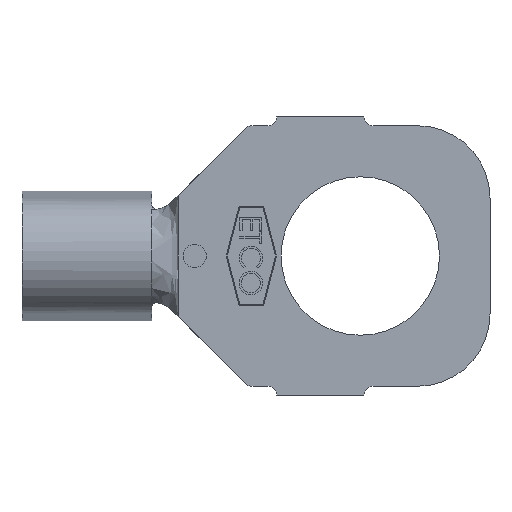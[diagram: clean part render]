
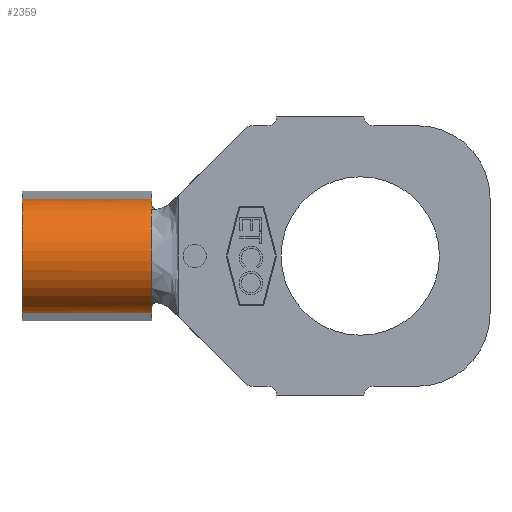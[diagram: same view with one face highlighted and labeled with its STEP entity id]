
A CAD part, front view. The second image highlights one B-rep face of the part: STEP entity #2359.
In plain terms, the highlighted cylindrical face has radius 1.575 mm (diameter 3.15 mm), a partial arc.
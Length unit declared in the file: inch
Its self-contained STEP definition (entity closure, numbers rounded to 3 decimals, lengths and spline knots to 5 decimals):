
#18 = CARTESIAN_POINT ( 'NONE',  ( -0.21928, 0.02509, -0.04982 ) ) ;
#30 = CARTESIAN_POINT ( 'NONE',  ( -0.22104, 0.02601, 0.05052 ) ) ;
#61 = CARTESIAN_POINT ( 'NONE',  ( -0.21645, 0.02476, -0.04957 ) ) ;
#62 = CIRCLE ( 'NONE', #4762, 0.062 ) ;
#77 = CARTESIAN_POINT ( 'NONE',  ( -0.225, 0.02534, 0.05 ) ) ;
#123 = CARTESIAN_POINT ( 'NONE',  ( -0.225, 0.0541, 0.06149 ) ) ;
#207 = DIRECTION ( 'NONE',  ( 1., 0., 0. ) ) ;
#287 = VERTEX_POINT ( 'NONE', #2390 ) ;
#507 = CARTESIAN_POINT ( 'NONE',  ( -0.225, 0.03106, 0.05379 ) ) ;
#520 = CARTESIAN_POINT ( 'NONE',  ( -0.225, 0.03106, -0.05379 ) ) ;
#537 = CARTESIAN_POINT ( 'NONE',  ( -0.21928, 0.02509, 0.04982 ) ) ;
#577 = VERTEX_POINT ( 'NONE', #2308 ) ;
#591 = EDGE_LOOP ( 'NONE', ( #3949, #1117, #4005, #5307, #2124, #5574, #4159, #975, #2270, #5587 ) ) ;
#608 = EDGE_CURVE ( 'NONE', #4929, #1093, #2318, .T. ) ;
#664 = CYLINDRICAL_SURFACE ( 'NONE', #718, 0.062 ) ;
#718 = AXIS2_PLACEMENT_3D ( 'NONE', #2476, #4189, #2902 ) ;
#740 = CARTESIAN_POINT ( 'NONE',  ( -0.225, 0.062, 0. ) ) ;
#899 = EDGE_CURVE ( 'NONE', #4929, #4350, #1232, .T. ) ;
#975 = ORIENTED_EDGE ( 'NONE', *, *, #3858, .F. ) ;
#1087 = CARTESIAN_POINT ( 'NONE',  ( -0.365, 0.0541, 0.06149 ) ) ;
#1093 = VERTEX_POINT ( 'NONE', #4891 ) ;
#1104 = CARTESIAN_POINT ( 'NONE',  ( -0.225, 0.02534, 0.05 ) ) ;
#1117 = ORIENTED_EDGE ( 'NONE', *, *, #899, .F. ) ;
#1187 = DIRECTION ( 'NONE',  ( 0., 0., -1. ) ) ;
#1232 = LINE ( 'NONE', #5252, #3505 ) ;
#1645 = CARTESIAN_POINT ( 'NONE',  ( -0.21645, 0.02476, 0.04957 ) ) ;
#1835 = CARTESIAN_POINT ( 'NONE',  ( -0.225, 0.0332, -0.05491 ) ) ;
#1850 = CARTESIAN_POINT ( 'NONE',  ( -0.21645, 0.02476, 0.04957 ) ) ;
#1922 = VERTEX_POINT ( 'NONE', #3639 ) ;
#1928 = DIRECTION ( 'NONE',  ( 0., 0., -1. ) ) ;
#1971 = DIRECTION ( 'NONE',  ( 1., 0., 0. ) ) ;
#1993 = CARTESIAN_POINT ( 'NONE',  ( -0.365, 0.062, 0. ) ) ;
#2083 = B_SPLINE_CURVE_WITH_KNOTS ( 'NONE', 3,
 ( #1850, #537, #2715, #77 ),
 .UNSPECIFIED., .F., .F.,
 ( 4, 4 ),
 ( 0., 0.00022 ),
 .UNSPECIFIED. ) ;
#2124 = ORIENTED_EDGE ( 'NONE', *, *, #3789, .F. ) ;
#2229 = VECTOR ( 'NONE', #207, 39.37008 ) ;
#2255 = CARTESIAN_POINT ( 'NONE',  ( -0.21883, 0.02504, 0.04978 ) ) ;
#2270 = ORIENTED_EDGE ( 'NONE', *, *, #4266, .F. ) ;
#2282 = CARTESIAN_POINT ( 'NONE',  ( -0.22415, 0.02905, -0.05255 ) ) ;
#2308 = CARTESIAN_POINT ( 'NONE',  ( -0.225, 0.0332, 0.05491 ) ) ;
#2318 = CIRCLE ( 'NONE', #2427, 0.062 ) ;
#2351 = DIRECTION ( 'NONE',  ( 1., 0., 0. ) ) ;
#2359 = ADVANCED_FACE ( 'NONE', ( #5276 ), #664, .T. ) ;
#2390 = CARTESIAN_POINT ( 'NONE',  ( -0.225, 0.0332, -0.05491 ) ) ;
#2427 = AXIS2_PLACEMENT_3D ( 'NONE', #1993, #1971, #1928 ) ;
#2453 = DIRECTION ( 'NONE',  ( 1., 0., 0. ) ) ;
#2476 = CARTESIAN_POINT ( 'NONE',  ( -0.365, 0.062, 0. ) ) ;
#2662 = CARTESIAN_POINT ( 'NONE',  ( -0.225, 0.02534, -0.05 ) ) ;
#2700 = CARTESIAN_POINT ( 'NONE',  ( -0.21884, 0.02504, -0.04978 ) ) ;
#2715 = CARTESIAN_POINT ( 'NONE',  ( -0.22213, 0.02534, 0.05 ) ) ;
#2833 = CARTESIAN_POINT ( 'NONE',  ( -0.365, 0.0541, -0.06149 ) ) ;
#2880 = CARTESIAN_POINT ( 'NONE',  ( -0.225, 0.0541, -0.06149 ) ) ;
#2902 = DIRECTION ( 'NONE',  ( 0., 0., -1. ) ) ;
#3067 = B_SPLINE_CURVE_WITH_KNOTS ( 'NONE', 3,
 ( #4410, #2255, #30, #3110, #507, #3529 ),
 .UNSPECIFIED., .F., .F.,
 ( 4, 2, 4 ),
 ( 0., 0.00018, 0.00036 ),
 .UNSPECIFIED. ) ;
#3097 = CARTESIAN_POINT ( 'NONE',  ( -0.21645, 0.02476, -0.04957 ) ) ;
#3101 = EDGE_CURVE ( 'NONE', #4350, #577, #5478, .T. ) ;
#3110 = CARTESIAN_POINT ( 'NONE',  ( -0.22415, 0.02905, 0.05255 ) ) ;
#3127 = VERTEX_POINT ( 'NONE', #1104 ) ;
#3505 = VECTOR ( 'NONE', #5293, 39.37008 ) ;
#3529 = CARTESIAN_POINT ( 'NONE',  ( -0.225, 0.0332, 0.05491 ) ) ;
#3572 = AXIS2_PLACEMENT_3D ( 'NONE', #5061, #2453, #5482 ) ;
#3639 = CARTESIAN_POINT ( 'NONE',  ( -0.21645, 0.02476, -0.04957 ) ) ;
#3735 = CARTESIAN_POINT ( 'NONE',  ( -0.225, 0.02534, -0.05 ) ) ;
#3751 = DIRECTION ( 'NONE',  ( 1., 0., 0. ) ) ;
#3789 = EDGE_CURVE ( 'NONE', #287, #3799, #4869, .T. ) ;
#3799 = VERTEX_POINT ( 'NONE', #2880 ) ;
#3824 = B_SPLINE_CURVE_WITH_KNOTS ( 'NONE', 3,
 ( #1835, #520, #2282, #5309, #2700, #61 ),
 .UNSPECIFIED., .F., .F.,
 ( 4, 2, 4 ),
 ( 0., 0.00018, 0.00036 ),
 .UNSPECIFIED. ) ;
#3825 = VERTEX_POINT ( 'NONE', #3735 ) ;
#3858 = EDGE_CURVE ( 'NONE', #3127, #3825, #62, .T. ) ;
#3949 = ORIENTED_EDGE ( 'NONE', *, *, #3101, .F. ) ;
#4005 = ORIENTED_EDGE ( 'NONE', *, *, #608, .T. ) ;
#4159 = ORIENTED_EDGE ( 'NONE', *, *, #5320, .F. ) ;
#4189 = DIRECTION ( 'NONE',  ( 1., 0., 0. ) ) ;
#4199 = EDGE_CURVE ( 'NONE', #4590, #577, #3067, .T. ) ;
#4266 = EDGE_CURVE ( 'NONE', #4590, #3127, #2083, .T. ) ;
#4350 = VERTEX_POINT ( 'NONE', #123 ) ;
#4410 = CARTESIAN_POINT ( 'NONE',  ( -0.21645, 0.02476, 0.04957 ) ) ;
#4590 = VERTEX_POINT ( 'NONE', #1645 ) ;
#4762 = AXIS2_PLACEMENT_3D ( 'NONE', #740, #3751, #1187 ) ;
#4851 = B_SPLINE_CURVE_WITH_KNOTS ( 'NONE', 3,
 ( #2662, #5271, #18, #3097 ),
 .UNSPECIFIED., .F., .F.,
 ( 4, 4 ),
 ( 0., 0.00022 ),
 .UNSPECIFIED. ) ;
#4869 = CIRCLE ( 'NONE', #3572, 0.062 ) ;
#4891 = CARTESIAN_POINT ( 'NONE',  ( -0.365, 0.0541, -0.06149 ) ) ;
#4929 = VERTEX_POINT ( 'NONE', #1087 ) ;
#4958 = CARTESIAN_POINT ( 'NONE',  ( -0.225, 0.062, 0. ) ) ;
#5061 = CARTESIAN_POINT ( 'NONE',  ( -0.225, 0.062, 0. ) ) ;
#5252 = CARTESIAN_POINT ( 'NONE',  ( -0.365, 0.0541, 0.06149 ) ) ;
#5271 = CARTESIAN_POINT ( 'NONE',  ( -0.22213, 0.02534, -0.05 ) ) ;
#5276 = FACE_OUTER_BOUND ( 'NONE', #591, .T. ) ;
#5293 = DIRECTION ( 'NONE',  ( 1., 0., 0. ) ) ;
#5307 = ORIENTED_EDGE ( 'NONE', *, *, #5637, .T. ) ;
#5309 = CARTESIAN_POINT ( 'NONE',  ( -0.22104, 0.02601, -0.05052 ) ) ;
#5320 = EDGE_CURVE ( 'NONE', #3825, #1922, #4851, .T. ) ;
#5373 = EDGE_CURVE ( 'NONE', #287, #1922, #3824, .T. ) ;
#5388 = DIRECTION ( 'NONE',  ( 0., 0., -1. ) ) ;
#5478 = CIRCLE ( 'NONE', #5550, 0.062 ) ;
#5482 = DIRECTION ( 'NONE',  ( 0., 0., -1. ) ) ;
#5550 = AXIS2_PLACEMENT_3D ( 'NONE', #4958, #2351, #5388 ) ;
#5552 = LINE ( 'NONE', #2833, #2229 ) ;
#5574 = ORIENTED_EDGE ( 'NONE', *, *, #5373, .T. ) ;
#5587 = ORIENTED_EDGE ( 'NONE', *, *, #4199, .T. ) ;
#5637 = EDGE_CURVE ( 'NONE', #1093, #3799, #5552, .T. ) ;
